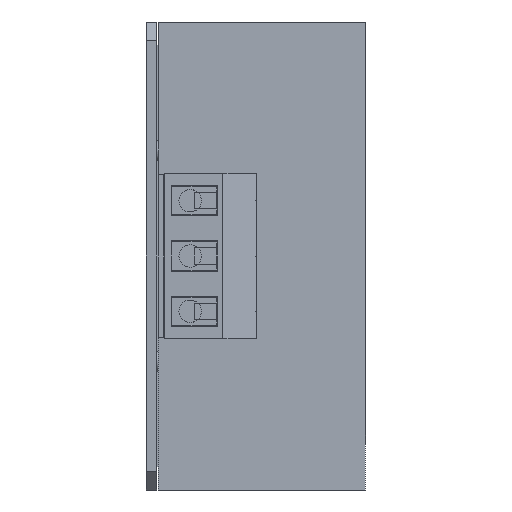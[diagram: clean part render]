
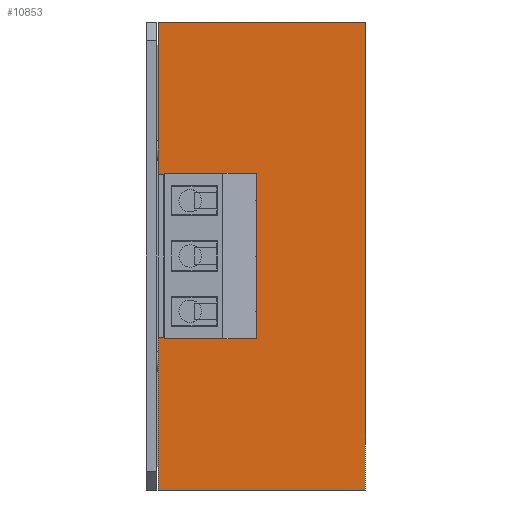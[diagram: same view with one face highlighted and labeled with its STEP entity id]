
A CAD part, left-side view. The second image highlights one B-rep face of the part: STEP entity #10853.
In plain terms, the highlighted planar face has unit normal (-1, 0, 0).
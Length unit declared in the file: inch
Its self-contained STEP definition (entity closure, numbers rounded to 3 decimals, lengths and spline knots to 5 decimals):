
#40 = ORIENTED_EDGE ( 'NONE', *, *, #4584, .F. ) ;
#84 = EDGE_LOOP ( 'NONE', ( #23097, #17465 ) ) ;
#197 = AXIS2_PLACEMENT_3D ( 'NONE', #21622, #19431, #12244 ) ;
#319 = EDGE_CURVE ( 'NONE', #24123, #25543, #27394, .T. ) ;
#839 = VERTEX_POINT ( 'NONE', #3733 ) ;
#1590 = DIRECTION ( 'NONE',  ( 0., 0., 1. ) ) ;
#2482 = CARTESIAN_POINT ( 'NONE',  ( -1.875, 0.389, 0. ) ) ;
#2738 = LINE ( 'NONE', #2891, #6682 ) ;
#2891 = CARTESIAN_POINT ( 'NONE',  ( -1.875, -0.553, 1.25 ) ) ;
#3733 = CARTESIAN_POINT ( 'NONE',  ( -1.875, 0.389, 0.31628 ) ) ;
#4393 = CARTESIAN_POINT ( 'NONE',  ( -1.875, 0.389, 0.29528 ) ) ;
#4584 = EDGE_CURVE ( 'NONE', #7833, #13810, #28376, .T. ) ;
#4727 = ORIENTED_EDGE ( 'NONE', *, *, #13632, .T. ) ;
#4952 = EDGE_CURVE ( 'NONE', #20083, #10119, #24345, .T. ) ;
#4986 = DIRECTION ( 'NONE',  ( 0., 0., 1. ) ) ;
#5315 = ORIENTED_EDGE ( 'NONE', *, *, #24712, .F. ) ;
#5996 = ORIENTED_EDGE ( 'NONE', *, *, #4952, .T. ) ;
#6009 = CARTESIAN_POINT ( 'NONE',  ( -1.875, 0.553, -1.25 ) ) ;
#6682 = VECTOR ( 'NONE', #27298, 39.37008 ) ;
#6877 = ORIENTED_EDGE ( 'NONE', *, *, #319, .F. ) ;
#7167 = VERTEX_POINT ( 'NONE', #28345 ) ;
#7505 = CARTESIAN_POINT ( 'NONE',  ( -1.875, 0.553, 1.25 ) ) ;
#7710 = CARTESIAN_POINT ( 'NONE',  ( -1.875, 0.389, -0.29528 ) ) ;
#7833 = VERTEX_POINT ( 'NONE', #28670 ) ;
#8004 = VERTEX_POINT ( 'NONE', #19080 ) ;
#8024 = EDGE_LOOP ( 'NONE', ( #5315, #40, #4727, #5996 ) ) ;
#8515 = EDGE_LOOP ( 'NONE', ( #14557, #21379 ) ) ;
#9463 = DIRECTION ( 'NONE',  ( 0., 0., 1. ) ) ;
#9533 = EDGE_CURVE ( 'NONE', #17890, #7167, #19893, .T. ) ;
#9692 = DIRECTION ( 'NONE',  ( -1., 0., 0. ) ) ;
#10119 = VERTEX_POINT ( 'NONE', #27449 ) ;
#10798 = EDGE_LOOP ( 'NONE', ( #28532, #6877 ) ) ;
#10853 = ADVANCED_FACE ( 'NONE', ( #18510, #14243, #15992, #15844 ), #22777, .T. ) ;
#11164 = DIRECTION ( 'NONE',  ( -1., 0., 0. ) ) ;
#11594 = DIRECTION ( 'NONE',  ( 0., 0., 1. ) ) ;
#11644 = DIRECTION ( 'NONE',  ( 0., -1., 0. ) ) ;
#11669 = DIRECTION ( 'NONE',  ( -1., 0., 0. ) ) ;
#11957 = AXIS2_PLACEMENT_3D ( 'NONE', #24999, #20254, #25145 ) ;
#12163 = CIRCLE ( 'NONE', #28598, 0.021 ) ;
#12244 = DIRECTION ( 'NONE',  ( 0., 0., 1. ) ) ;
#12607 = AXIS2_PLACEMENT_3D ( 'NONE', #2482, #9692, #11594 ) ;
#12833 = CARTESIAN_POINT ( 'NONE',  ( -1.875, -0.553, -1.25 ) ) ;
#13172 = CARTESIAN_POINT ( 'NONE',  ( -1.875, -0.553, -1.25 ) ) ;
#13442 = CARTESIAN_POINT ( 'NONE',  ( -1.875, 0.389, -0.021 ) ) ;
#13632 = EDGE_CURVE ( 'NONE', #7833, #20083, #27676, .T. ) ;
#13810 = VERTEX_POINT ( 'NONE', #7505 ) ;
#14243 = FACE_BOUND ( 'NONE', #8515, .T. ) ;
#14557 = ORIENTED_EDGE ( 'NONE', *, *, #27703, .F. ) ;
#14774 = CIRCLE ( 'NONE', #197, 0.021 ) ;
#15844 = FACE_OUTER_BOUND ( 'NONE', #8024, .T. ) ;
#15992 = FACE_BOUND ( 'NONE', #10798, .T. ) ;
#16760 = DIRECTION ( 'NONE',  ( -1., 0., 0. ) ) ;
#16838 = VECTOR ( 'NONE', #22611, 39.37008 ) ;
#17284 = DIRECTION ( 'NONE',  ( 0., 0., 1. ) ) ;
#17465 = ORIENTED_EDGE ( 'NONE', *, *, #9533, .F. ) ;
#17890 = VERTEX_POINT ( 'NONE', #20244 ) ;
#18221 = CIRCLE ( 'NONE', #12607, 0.021 ) ;
#18510 = FACE_BOUND ( 'NONE', #84, .T. ) ;
#19080 = CARTESIAN_POINT ( 'NONE',  ( -1.875, 0.389, 0.27428 ) ) ;
#19220 = VECTOR ( 'NONE', #17284, 39.37008 ) ;
#19431 = DIRECTION ( 'NONE',  ( -1., 0., 0. ) ) ;
#19893 = CIRCLE ( 'NONE', #21774, 0.021 ) ;
#20083 = VERTEX_POINT ( 'NONE', #12833 ) ;
#20244 = CARTESIAN_POINT ( 'NONE',  ( -1.875, 0.389, -0.31628 ) ) ;
#20254 = DIRECTION ( 'NONE',  ( -1., 0., 0. ) ) ;
#20666 = CIRCLE ( 'NONE', #22565, 0.021 ) ;
#20868 = EDGE_CURVE ( 'NONE', #7167, #17890, #12163, .T. ) ;
#21379 = ORIENTED_EDGE ( 'NONE', *, *, #23046, .F. ) ;
#21541 = EDGE_CURVE ( 'NONE', #25543, #24123, #18221, .T. ) ;
#21622 = CARTESIAN_POINT ( 'NONE',  ( -1.875, 0.389, 0.29528 ) ) ;
#21774 = AXIS2_PLACEMENT_3D ( 'NONE', #28253, #16760, #23402 ) ;
#22565 = AXIS2_PLACEMENT_3D ( 'NONE', #4393, #11164, #1590 ) ;
#22611 = DIRECTION ( 'NONE',  ( 0., 0., 1. ) ) ;
#22632 = DIRECTION ( 'NONE',  ( -1., 0., 0. ) ) ;
#22777 = PLANE ( 'NONE',  #11957 ) ;
#22825 = CARTESIAN_POINT ( 'NONE',  ( -1.875, -0.553, -1.25 ) ) ;
#23046 = EDGE_CURVE ( 'NONE', #8004, #839, #20666, .T. ) ;
#23097 = ORIENTED_EDGE ( 'NONE', *, *, #20868, .F. ) ;
#23402 = DIRECTION ( 'NONE',  ( 0., 0., 1. ) ) ;
#24123 = VERTEX_POINT ( 'NONE', #13442 ) ;
#24345 = LINE ( 'NONE', #13172, #19220 ) ;
#24712 = EDGE_CURVE ( 'NONE', #13810, #10119, #2738, .T. ) ;
#24999 = CARTESIAN_POINT ( 'NONE',  ( -1.875, -0.553, -1.25 ) ) ;
#25012 = CARTESIAN_POINT ( 'NONE',  ( -1.875, 0.389, 0.021 ) ) ;
#25145 = DIRECTION ( 'NONE',  ( 0., 0., 1. ) ) ;
#25543 = VERTEX_POINT ( 'NONE', #25012 ) ;
#25986 = AXIS2_PLACEMENT_3D ( 'NONE', #27635, #22632, #4986 ) ;
#26115 = VECTOR ( 'NONE', #11644, 39.37008 ) ;
#27298 = DIRECTION ( 'NONE',  ( 0., -1., 0. ) ) ;
#27394 = CIRCLE ( 'NONE', #25986, 0.021 ) ;
#27449 = CARTESIAN_POINT ( 'NONE',  ( -1.875, -0.553, 1.25 ) ) ;
#27635 = CARTESIAN_POINT ( 'NONE',  ( -1.875, 0.389, 0. ) ) ;
#27676 = LINE ( 'NONE', #22825, #26115 ) ;
#27703 = EDGE_CURVE ( 'NONE', #839, #8004, #14774, .T. ) ;
#28253 = CARTESIAN_POINT ( 'NONE',  ( -1.875, 0.389, -0.29528 ) ) ;
#28345 = CARTESIAN_POINT ( 'NONE',  ( -1.875, 0.389, -0.27428 ) ) ;
#28376 = LINE ( 'NONE', #6009, #16838 ) ;
#28532 = ORIENTED_EDGE ( 'NONE', *, *, #21541, .F. ) ;
#28598 = AXIS2_PLACEMENT_3D ( 'NONE', #7710, #11669, #9463 ) ;
#28670 = CARTESIAN_POINT ( 'NONE',  ( -1.875, 0.553, -1.25 ) ) ;
